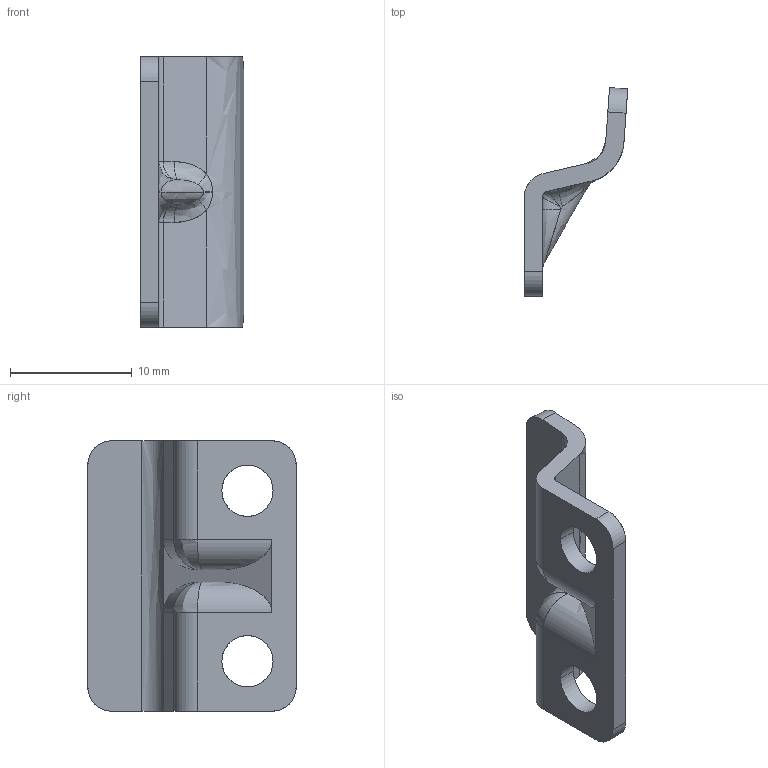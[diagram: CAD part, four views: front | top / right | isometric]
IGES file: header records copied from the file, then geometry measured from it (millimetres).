
Start section: SolidWorks IGES file using analytic representation for surfaces
Global section: file name: AC 148.IGS; native system: SolidWorks 2013; preprocessor: SolidWorks 2013; author: cbrechard; date: 141118.154225; units: millimetre
Bounding box: 8.5 x 17.11 x 22.2 mm (x, y, z)
Surface area: 1072.9 mm2 (no closed solid volume)
Topology: 0 solids, 0 shells, 51 faces, 612 edges, 608 vertices
Faces by surface type: bspline 27, revolution 24
